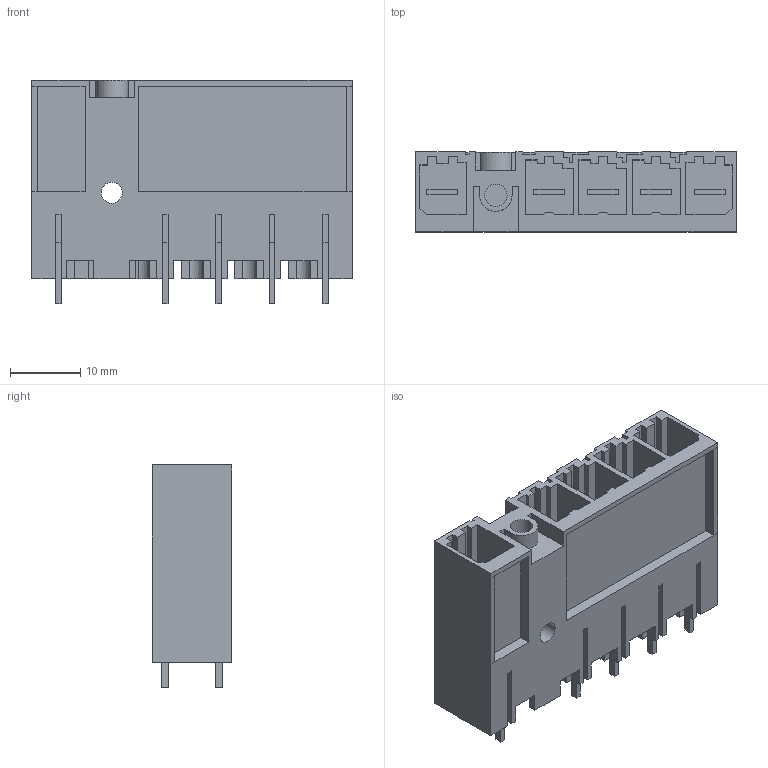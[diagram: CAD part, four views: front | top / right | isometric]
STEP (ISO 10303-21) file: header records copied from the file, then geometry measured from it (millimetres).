
FILE_DESCRIPTION(('CATIA V5 STEP Exchange','CAx-IF Rec.Pracs.--- Model Styling and Organization---1.2---2011-12-15'),'2;1');
FILE_NAME ('D1452128_0_1464320000_1464320000.stp','2016-12-19T05:35:20+00:00',('none'),('Weidmueller'),'CATIA Version 5-6 Release 2014','CATIA V5 STEP AP214','none');
FILE_SCHEMA(('AUTOMOTIVE_DESIGN { 1 0 10303 214 1 1 1 1 }'));
Length unit declared in the file: millimetre
Products named in the file (1): 1464320000_S
Bounding box: 45.72 x 11.4 x 31.8 mm (x, y, z)
Volume: 8432.3 mm3; surface area: 10938.2 mm2
Topology: 6 solids, 6 shells, 428 faces, 1263 edges, 850 vertices
Faces by surface type: plane 409, cylinder 19
Entity records: 13343 total; most frequent: ORIENTED_EDGE 2526, CARTESIAN_POINT 2341, DIRECTION 1703, EDGE_CURVE 1261, VECTOR 1205, LINE 1205, VERTEX_POINT 846, EDGE_LOOP 443
